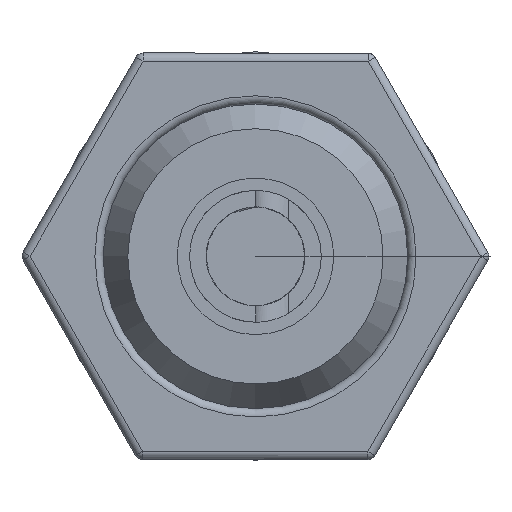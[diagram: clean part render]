
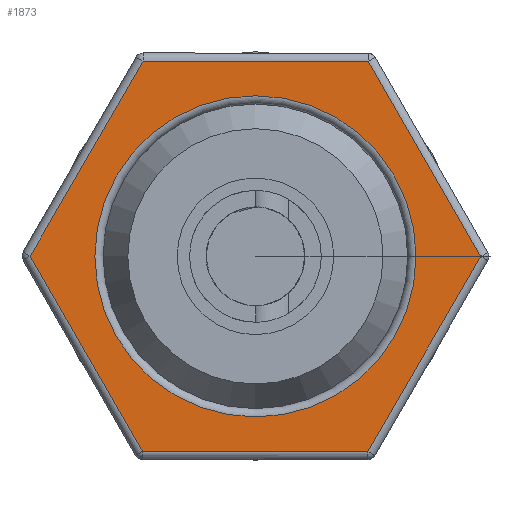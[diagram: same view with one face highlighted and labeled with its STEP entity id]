
A CAD part, left-side view. The second image highlights one B-rep face of the part: STEP entity #1873.
In plain terms, the highlighted planar face has unit normal (-1, 0, 0).
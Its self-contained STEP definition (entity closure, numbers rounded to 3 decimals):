
#66=FACE_BOUND('',#342,.T.);
#116=PLANE('',#2064);
#208=FACE_OUTER_BOUND('',#341,.T.);
#341=EDGE_LOOP('',(#1567,#1568,#1569,#1570,#1571,#1572));
#342=EDGE_LOOP('',(#1573));
#433=CIRCLE('',#2062,4.875);
#624=LINE('',#4626,#754);
#625=LINE('',#4628,#755);
#626=LINE('',#4630,#756);
#627=LINE('',#4632,#757);
#628=LINE('',#4634,#758);
#629=LINE('',#4635,#759);
#754=VECTOR('',#2491,10.);
#755=VECTOR('',#2492,10.);
#756=VECTOR('',#2493,10.);
#757=VECTOR('',#2494,10.);
#758=VECTOR('',#2495,10.);
#759=VECTOR('',#2496,10.);
#910=VERTEX_POINT('',#4620);
#911=VERTEX_POINT('',#4624);
#912=VERTEX_POINT('',#4625);
#913=VERTEX_POINT('',#4627);
#914=VERTEX_POINT('',#4629);
#915=VERTEX_POINT('',#4631);
#916=VERTEX_POINT('',#4633);
#1130=EDGE_CURVE('',#910,#910,#433,.T.);
#1132=EDGE_CURVE('',#911,#912,#624,.T.);
#1133=EDGE_CURVE('',#913,#911,#625,.T.);
#1134=EDGE_CURVE('',#914,#913,#626,.T.);
#1135=EDGE_CURVE('',#915,#914,#627,.T.);
#1136=EDGE_CURVE('',#916,#915,#628,.T.);
#1137=EDGE_CURVE('',#912,#916,#629,.T.);
#1567=ORIENTED_EDGE('',*,*,#1132,.F.);
#1568=ORIENTED_EDGE('',*,*,#1133,.F.);
#1569=ORIENTED_EDGE('',*,*,#1134,.F.);
#1570=ORIENTED_EDGE('',*,*,#1135,.F.);
#1571=ORIENTED_EDGE('',*,*,#1136,.F.);
#1572=ORIENTED_EDGE('',*,*,#1137,.F.);
#1573=ORIENTED_EDGE('',*,*,#1130,.F.);
#1873=ADVANCED_FACE('',(#208,#66),#116,.T.);
#2062=AXIS2_PLACEMENT_3D('',#4621,#2485,#2486);
#2064=AXIS2_PLACEMENT_3D('',#4623,#2489,#2490);
#2485=DIRECTION('center_axis',(-1.,0.,0.));
#2486=DIRECTION('ref_axis',(0.,1.,0.));
#2489=DIRECTION('center_axis',(-1.,0.,0.));
#2490=DIRECTION('ref_axis',(0.,0.,1.));
#2491=DIRECTION('',(0.,-1.,-0.001));
#2492=DIRECTION('',(0.,-0.501,0.865));
#2493=DIRECTION('',(0.,0.499,0.867));
#2494=DIRECTION('',(0.,1.,0.001));
#2495=DIRECTION('',(0.,0.501,-0.865));
#2496=DIRECTION('',(0.,-0.499,-0.867));
#4620=CARTESIAN_POINT('',(-16.5,0.,4.875));
#4621=CARTESIAN_POINT('Origin',(-16.5,0.,0.));
#4623=CARTESIAN_POINT('Origin',(-16.5,-7.125,0.));
#4624=CARTESIAN_POINT('',(-16.5,3.412,5.924));
#4625=CARTESIAN_POINT('',(-16.5,-3.424,5.917));
#4626=CARTESIAN_POINT('',(-16.5,-5.35,5.915));
#4627=CARTESIAN_POINT('',(-16.5,6.836,0.007));
#4628=CARTESIAN_POINT('',(-16.5,3.338,6.052));
#4629=CARTESIAN_POINT('',(-16.5,3.424,-5.917));
#4630=CARTESIAN_POINT('',(-16.5,5.132,-2.952));
#4631=CARTESIAN_POINT('',(-16.5,-3.412,-5.924));
#4632=CARTESIAN_POINT('',(-16.5,-1.775,-5.922));
#4633=CARTESIAN_POINT('',(-16.5,-6.836,-0.007));
#4634=CARTESIAN_POINT('',(-16.5,-5.126,-2.963));
#4635=CARTESIAN_POINT('',(-16.5,-6.907,-0.13));
